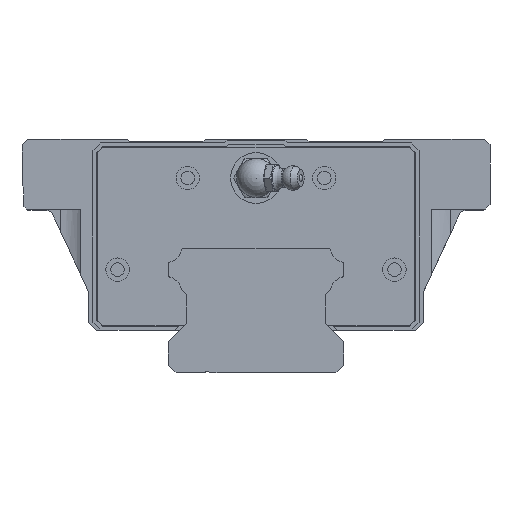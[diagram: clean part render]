
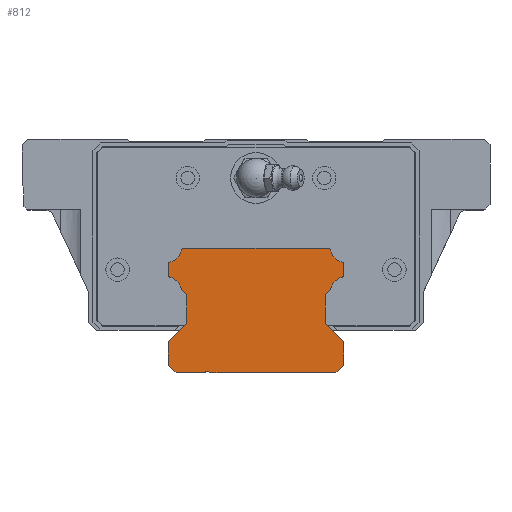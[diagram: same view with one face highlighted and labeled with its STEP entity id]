
A CAD part, front view. The second image highlights one B-rep face of the part: STEP entity #812.
In plain terms, the highlighted planar face has unit normal (0, -1, 0).
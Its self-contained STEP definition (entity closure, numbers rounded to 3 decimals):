
#512=CIRCLE('',#7095,0.8);
#517=CIRCLE('',#7107,4.3);
#519=CIRCLE('',#7110,0.5);
#521=CIRCLE('',#7114,0.5);
#523=CIRCLE('',#7117,4.3);
#525=CIRCLE('',#7120,0.5);
#530=CIRCLE('',#7127,0.5);
#532=CIRCLE('',#7130,4.3);
#534=CIRCLE('',#7133,0.5);
#536=CIRCLE('',#7137,0.5);
#538=CIRCLE('',#7140,4.3);
#812=ADVANCED_FACE('',(#1464),#1206,.F.);
#1206=PLANE('',#7147);
#1464=FACE_OUTER_BOUND('',#1764,.T.);
#1764=EDGE_LOOP('',(#2397,#2398,#2399,#2400,#2401,#2402,#2403,#2404,#2405,
#2406,#2407,#2408,#2409,#2410,#2411,#2412,#2413,#2414,#2415,#2416,#2417,
#2418,#2419,#2420,#2421,#2422));
#2397=ORIENTED_EDGE('',*,*,#4852,.T.);
#2398=ORIENTED_EDGE('',*,*,#4856,.T.);
#2399=ORIENTED_EDGE('',*,*,#4859,.T.);
#2400=ORIENTED_EDGE('',*,*,#4862,.T.);
#2401=ORIENTED_EDGE('',*,*,#4868,.T.);
#2402=ORIENTED_EDGE('',*,*,#4871,.T.);
#2403=ORIENTED_EDGE('',*,*,#4874,.T.);
#2404=ORIENTED_EDGE('',*,*,#4877,.T.);
#2405=ORIENTED_EDGE('',*,*,#4880,.T.);
#2406=ORIENTED_EDGE('',*,*,#4883,.T.);
#2407=ORIENTED_EDGE('',*,*,#4886,.T.);
#2408=ORIENTED_EDGE('',*,*,#4889,.T.);
#2409=ORIENTED_EDGE('',*,*,#4892,.T.);
#2410=ORIENTED_EDGE('',*,*,#4895,.T.);
#2411=ORIENTED_EDGE('',*,*,#4898,.T.);
#2412=ORIENTED_EDGE('',*,*,#4901,.T.);
#2413=ORIENTED_EDGE('',*,*,#4907,.T.);
#2414=ORIENTED_EDGE('',*,*,#4910,.T.);
#2415=ORIENTED_EDGE('',*,*,#4913,.T.);
#2416=ORIENTED_EDGE('',*,*,#4916,.T.);
#2417=ORIENTED_EDGE('',*,*,#4919,.T.);
#2418=ORIENTED_EDGE('',*,*,#4922,.T.);
#2419=ORIENTED_EDGE('',*,*,#4925,.T.);
#2420=ORIENTED_EDGE('',*,*,#4928,.T.);
#2421=ORIENTED_EDGE('',*,*,#4931,.T.);
#2422=ORIENTED_EDGE('',*,*,#4934,.T.);
#4179=VERTEX_POINT('',#9802);
#4180=VERTEX_POINT('',#9803);
#4183=VERTEX_POINT('',#9811);
#4185=VERTEX_POINT('',#9817);
#4187=VERTEX_POINT('',#9823);
#4192=VERTEX_POINT('',#9835);
#4194=VERTEX_POINT('',#9841);
#4196=VERTEX_POINT('',#9847);
#4198=VERTEX_POINT('',#9853);
#4200=VERTEX_POINT('',#9859);
#4202=VERTEX_POINT('',#9865);
#4204=VERTEX_POINT('',#9871);
#4206=VERTEX_POINT('',#9877);
#4208=VERTEX_POINT('',#9883);
#4210=VERTEX_POINT('',#9889);
#4212=VERTEX_POINT('',#9895);
#4214=VERTEX_POINT('',#9901);
#4219=VERTEX_POINT('',#9913);
#4221=VERTEX_POINT('',#9919);
#4223=VERTEX_POINT('',#9925);
#4225=VERTEX_POINT('',#9931);
#4227=VERTEX_POINT('',#9937);
#4229=VERTEX_POINT('',#9943);
#4231=VERTEX_POINT('',#9949);
#4233=VERTEX_POINT('',#9955);
#4235=VERTEX_POINT('',#9961);
#4852=EDGE_CURVE('',#4179,#4180,#5811,.T.);
#4856=EDGE_CURVE('',#4180,#4183,#5815,.T.);
#4859=EDGE_CURVE('',#4183,#4185,#5818,.T.);
#4862=EDGE_CURVE('',#4185,#4187,#512,.T.);
#4868=EDGE_CURVE('',#4187,#4192,#5822,.T.);
#4871=EDGE_CURVE('',#4192,#4194,#5825,.T.);
#4874=EDGE_CURVE('',#4194,#4196,#5828,.T.);
#4877=EDGE_CURVE('',#4196,#4198,#5831,.T.);
#4880=EDGE_CURVE('',#4198,#4200,#5834,.T.);
#4883=EDGE_CURVE('',#4200,#4202,#5837,.T.);
#4886=EDGE_CURVE('',#4202,#4204,#517,.T.);
#4889=EDGE_CURVE('',#4204,#4206,#519,.T.);
#4892=EDGE_CURVE('',#4206,#4208,#5842,.T.);
#4895=EDGE_CURVE('',#4208,#4210,#521,.T.);
#4898=EDGE_CURVE('',#4210,#4212,#523,.T.);
#4901=EDGE_CURVE('',#4212,#4214,#525,.T.);
#4907=EDGE_CURVE('',#4214,#4219,#5848,.T.);
#4910=EDGE_CURVE('',#4219,#4221,#530,.T.);
#4913=EDGE_CURVE('',#4221,#4223,#532,.T.);
#4916=EDGE_CURVE('',#4223,#4225,#534,.T.);
#4919=EDGE_CURVE('',#4225,#4227,#5854,.T.);
#4922=EDGE_CURVE('',#4227,#4229,#536,.T.);
#4925=EDGE_CURVE('',#4229,#4231,#538,.T.);
#4928=EDGE_CURVE('',#4231,#4233,#5859,.T.);
#4931=EDGE_CURVE('',#4233,#4235,#5862,.T.);
#4934=EDGE_CURVE('',#4235,#4179,#5865,.T.);
#5811=LINE('',#9801,#6451);
#5815=LINE('',#9810,#6455);
#5818=LINE('',#9816,#6458);
#5822=LINE('',#9834,#6462);
#5825=LINE('',#9840,#6465);
#5828=LINE('',#9846,#6468);
#5831=LINE('',#9852,#6471);
#5834=LINE('',#9858,#6474);
#5837=LINE('',#9864,#6477);
#5842=LINE('',#9882,#6482);
#5848=LINE('',#9912,#6488);
#5854=LINE('',#9936,#6494);
#5859=LINE('',#9954,#6499);
#5862=LINE('',#9960,#6502);
#5865=LINE('',#9966,#6505);
#6451=VECTOR('',#7780,1.);
#6455=VECTOR('',#7786,1.);
#6458=VECTOR('',#7791,1.);
#6462=VECTOR('',#7809,1.);
#6465=VECTOR('',#7814,1.);
#6468=VECTOR('',#7819,1.);
#6471=VECTOR('',#7824,1.);
#6474=VECTOR('',#7829,1.);
#6477=VECTOR('',#7834,1.);
#6482=VECTOR('',#7853,1.);
#6488=VECTOR('',#7885,1.);
#6494=VECTOR('',#7911,1.);
#6499=VECTOR('',#7930,1.);
#6502=VECTOR('',#7935,1.);
#6505=VECTOR('',#7940,1.);
#7095=AXIS2_PLACEMENT_3D('',#9822,#7796,#7797);
#7107=AXIS2_PLACEMENT_3D('',#9870,#7839,#7840);
#7110=AXIS2_PLACEMENT_3D('',#9876,#7846,#7847);
#7114=AXIS2_PLACEMENT_3D('',#9888,#7858,#7859);
#7117=AXIS2_PLACEMENT_3D('',#9894,#7865,#7866);
#7120=AXIS2_PLACEMENT_3D('',#9900,#7872,#7873);
#7127=AXIS2_PLACEMENT_3D('',#9918,#7890,#7891);
#7130=AXIS2_PLACEMENT_3D('',#9924,#7897,#7898);
#7133=AXIS2_PLACEMENT_3D('',#9930,#7904,#7905);
#7137=AXIS2_PLACEMENT_3D('',#9942,#7916,#7917);
#7140=AXIS2_PLACEMENT_3D('',#9948,#7923,#7924);
#7147=AXIS2_PLACEMENT_3D('',#9970,#7946,#7947);
#7780=DIRECTION('',(0.,0.,-1.));
#7786=DIRECTION('',(0.707,0.,-0.707));
#7791=DIRECTION('',(1.,0.,0.));
#7796=DIRECTION('',(0.,1.,0.));
#7797=DIRECTION('',(1.,0.,0.));
#7809=DIRECTION('',(1.,0.,0.));
#7814=DIRECTION('',(0.707,0.,0.707));
#7819=DIRECTION('',(0.,0.,1.));
#7824=DIRECTION('',(-0.707,0.,0.707));
#7829=DIRECTION('',(0.,0.,1.));
#7834=DIRECTION('',(0.707,0.,0.707));
#7839=DIRECTION('',(0.,1.,0.));
#7840=DIRECTION('',(1.,0.,0.));
#7846=DIRECTION('',(0.,-1.,0.));
#7847=DIRECTION('',(1.,0.,0.));
#7853=DIRECTION('',(0.,0.,1.));
#7858=DIRECTION('',(0.,-1.,0.));
#7859=DIRECTION('',(1.,0.,0.));
#7865=DIRECTION('',(0.,1.,0.));
#7866=DIRECTION('',(1.,0.,0.));
#7872=DIRECTION('',(0.,-1.,0.));
#7873=DIRECTION('',(1.,0.,0.));
#7885=DIRECTION('',(-1.,0.,0.));
#7890=DIRECTION('',(0.,-1.,0.));
#7891=DIRECTION('',(1.,0.,0.));
#7897=DIRECTION('',(0.,1.,0.));
#7898=DIRECTION('',(1.,0.,0.));
#7904=DIRECTION('',(0.,-1.,0.));
#7905=DIRECTION('',(1.,0.,0.));
#7911=DIRECTION('',(0.,0.,-1.));
#7916=DIRECTION('',(0.,-1.,0.));
#7917=DIRECTION('',(1.,0.,0.));
#7923=DIRECTION('',(0.,1.,0.));
#7924=DIRECTION('',(1.,0.,0.));
#7930=DIRECTION('',(0.707,0.,-0.707));
#7935=DIRECTION('',(0.,0.,-1.));
#7940=DIRECTION('',(-0.707,0.,-0.707));
#7946=DIRECTION('',(0.,1.,0.));
#7947=DIRECTION('',(0.,0.,1.));
#9801=CARTESIAN_POINT('',(-22.5,-135.31,8.31));
#9802=CARTESIAN_POINT('',(-22.5,-135.31,8.31));
#9803=CARTESIAN_POINT('',(-22.5,-135.31,2.31));
#9810=CARTESIAN_POINT('',(-22.5,-135.31,2.31));
#9811=CARTESIAN_POINT('',(-20.5,-135.31,0.31));
#9816=CARTESIAN_POINT('',(-20.5,-135.31,0.31));
#9817=CARTESIAN_POINT('',(-13.193,-135.31,0.31));
#9822=CARTESIAN_POINT('',(-12.5,-135.31,-0.09));
#9823=CARTESIAN_POINT('',(-11.807,-135.31,0.31));
#9834=CARTESIAN_POINT('',(-11.807,-135.31,0.31));
#9835=CARTESIAN_POINT('',(20.5,-135.31,0.31));
#9840=CARTESIAN_POINT('',(20.5,-135.31,0.31));
#9841=CARTESIAN_POINT('',(22.5,-135.31,2.31));
#9846=CARTESIAN_POINT('',(22.5,-135.31,2.31));
#9847=CARTESIAN_POINT('',(22.5,-135.31,8.31));
#9852=CARTESIAN_POINT('',(22.5,-135.31,8.31));
#9853=CARTESIAN_POINT('',(17.75,-135.31,13.06));
#9858=CARTESIAN_POINT('',(17.75,-135.31,13.06));
#9859=CARTESIAN_POINT('',(17.75,-135.31,20.36));
#9864=CARTESIAN_POINT('',(17.75,-135.31,20.36));
#9865=CARTESIAN_POINT('',(19.055,-135.31,21.666));
#9870=CARTESIAN_POINT('',(23.259,-135.31,20.758));
#9871=CARTESIAN_POINT('',(22.131,-135.31,24.908));
#9876=CARTESIAN_POINT('',(22.,-135.31,25.39));
#9877=CARTESIAN_POINT('',(22.5,-135.31,25.39));
#9882=CARTESIAN_POINT('',(22.5,-135.31,25.39));
#9883=CARTESIAN_POINT('',(22.5,-135.31,28.231));
#9888=CARTESIAN_POINT('',(22.,-135.31,28.231));
#9889=CARTESIAN_POINT('',(22.131,-135.31,28.713));
#9894=CARTESIAN_POINT('',(23.259,-135.31,32.863));
#9895=CARTESIAN_POINT('',(19.063,-135.31,31.92));
#9900=CARTESIAN_POINT('',(18.575,-135.31,31.81));
#9901=CARTESIAN_POINT('',(18.575,-135.31,32.31));
#9912=CARTESIAN_POINT('',(18.575,-135.31,32.31));
#9913=CARTESIAN_POINT('',(-18.575,-135.31,32.31));
#9918=CARTESIAN_POINT('',(-18.575,-135.31,31.81));
#9919=CARTESIAN_POINT('',(-19.063,-135.31,31.92));
#9924=CARTESIAN_POINT('',(-23.259,-135.31,32.863));
#9925=CARTESIAN_POINT('',(-22.131,-135.31,28.713));
#9930=CARTESIAN_POINT('',(-22.,-135.31,28.231));
#9931=CARTESIAN_POINT('',(-22.5,-135.31,28.231));
#9936=CARTESIAN_POINT('',(-22.5,-135.31,28.231));
#9937=CARTESIAN_POINT('',(-22.5,-135.31,25.39));
#9942=CARTESIAN_POINT('',(-22.,-135.31,25.39));
#9943=CARTESIAN_POINT('',(-22.131,-135.31,24.908));
#9948=CARTESIAN_POINT('',(-23.259,-135.31,20.758));
#9949=CARTESIAN_POINT('',(-19.055,-135.31,21.666));
#9954=CARTESIAN_POINT('',(-19.055,-135.31,21.666));
#9955=CARTESIAN_POINT('',(-17.75,-135.31,20.36));
#9960=CARTESIAN_POINT('',(-17.75,-135.31,20.36));
#9961=CARTESIAN_POINT('',(-17.75,-135.31,13.06));
#9966=CARTESIAN_POINT('',(-17.75,-135.31,13.06));
#9970=CARTESIAN_POINT('',(-12.5,-135.31,-0.09));
